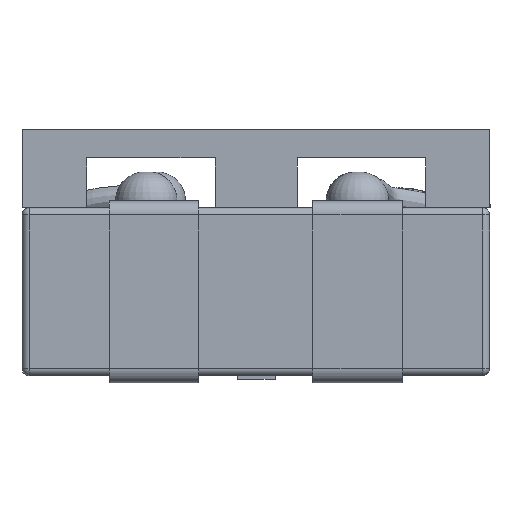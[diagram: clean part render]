
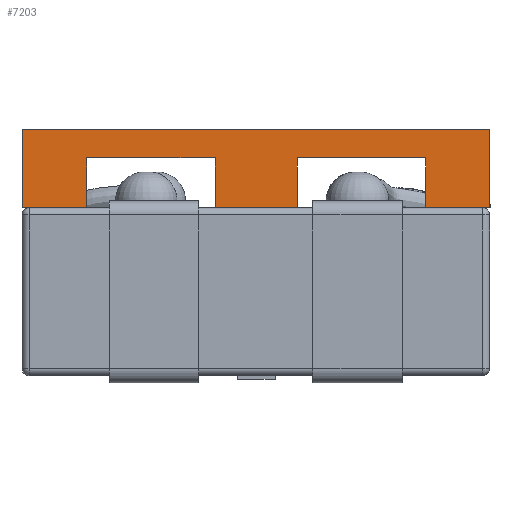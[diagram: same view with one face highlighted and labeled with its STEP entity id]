
A CAD part, left-side view. The second image highlights one B-rep face of the part: STEP entity #7203.
In plain terms, the highlighted face is planar.
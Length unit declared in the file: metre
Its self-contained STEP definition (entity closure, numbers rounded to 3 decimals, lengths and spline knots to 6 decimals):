
#279=PLANE('',#7609);
#1508=ORIENTED_EDGE('',*,*,#2277,.T.);
#1509=ORIENTED_EDGE('',*,*,#2515,.T.);
#1510=ORIENTED_EDGE('',*,*,#2259,.T.);
#1511=ORIENTED_EDGE('',*,*,#2516,.F.);
#1512=ORIENTED_EDGE('',*,*,#2303,.F.);
#1513=ORIENTED_EDGE('',*,*,#2517,.F.);
#1514=ORIENTED_EDGE('',*,*,#2559,.T.);
#1515=ORIENTED_EDGE('',*,*,#2551,.F.);
#1516=ORIENTED_EDGE('',*,*,#2560,.F.);
#1517=ORIENTED_EDGE('',*,*,#2547,.T.);
#1518=ORIENTED_EDGE('',*,*,#2261,.T.);
#1519=ORIENTED_EDGE('',*,*,#2514,.T.);
#2259=EDGE_CURVE('',#2878,#2879,#3336,.T.);
#2261=EDGE_CURVE('',#2881,#2880,#3338,.T.);
#2277=EDGE_CURVE('',#2895,#2894,#3354,.T.);
#2303=EDGE_CURVE('',#2920,#2921,#3380,.T.);
#2514=EDGE_CURVE('',#2880,#2895,#3561,.T.);
#2515=EDGE_CURVE('',#2894,#2878,#3562,.T.);
#2516=EDGE_CURVE('',#2921,#2879,#3563,.T.);
#2517=EDGE_CURVE('',#3058,#2920,#3564,.T.);
#2547=EDGE_CURVE('',#3071,#2881,#3594,.T.);
#2551=EDGE_CURVE('',#3073,#3074,#3598,.T.);
#2559=EDGE_CURVE('',#3058,#3074,#3606,.T.);
#2560=EDGE_CURVE('',#3071,#3073,#3607,.T.);
#2878=VERTEX_POINT('',#9929);
#2879=VERTEX_POINT('',#9931);
#2880=VERTEX_POINT('',#9935);
#2881=VERTEX_POINT('',#9937);
#2894=VERTEX_POINT('',#9968);
#2895=VERTEX_POINT('',#9970);
#2920=VERTEX_POINT('',#10021);
#2921=VERTEX_POINT('',#10023);
#3058=VERTEX_POINT('',#11018);
#3071=VERTEX_POINT('',#11073);
#3073=VERTEX_POINT('',#11079);
#3074=VERTEX_POINT('',#11081);
#3336=LINE('',#9932,#3854);
#3338=LINE('',#9936,#3856);
#3354=LINE('',#9969,#3872);
#3380=LINE('',#10022,#3898);
#3561=LINE('',#11011,#4079);
#3562=LINE('',#11013,#4080);
#3563=LINE('',#11015,#4081);
#3564=LINE('',#11017,#4082);
#3594=LINE('',#11072,#4112);
#3598=LINE('',#11080,#4116);
#3606=LINE('',#11098,#4124);
#3607=LINE('',#11099,#4125);
#3854=VECTOR('',#8340,1.);
#3856=VECTOR('',#8344,1.);
#3872=VECTOR('',#8366,1.);
#3898=VECTOR('',#8394,1.);
#4079=VECTOR('',#8707,1.);
#4080=VECTOR('',#8710,1.);
#4081=VECTOR('',#8713,1.);
#4082=VECTOR('',#8716,1.);
#4112=VECTOR('',#8770,1.);
#4116=VECTOR('',#8776,1.);
#4124=VECTOR('',#8796,1.);
#4125=VECTOR('',#8797,1.);
#4440=EDGE_LOOP('',(#1508,#1509,#1510,#1511,#1512,#1513,#1514,#1515,#1516,
#1517,#1518,#1519));
#4785=FACE_BOUND('',#4440,.T.);
#7203=ADVANCED_FACE('',(#4785),#279,.F.);
#7609=AXIS2_PLACEMENT_3D('',#11097,#8794,#8795);
#8340=DIRECTION('',(1.,0.,0.));
#8344=DIRECTION('',(1.,0.,0.));
#8366=DIRECTION('',(1.,0.,0.));
#8394=DIRECTION('',(-1.,0.,0.));
#8707=DIRECTION('',(0.,0.,1.));
#8710=DIRECTION('',(0.,0.,-1.));
#8713=DIRECTION('',(0.,0.,-1.));
#8716=DIRECTION('',(0.,0.,1.));
#8770=DIRECTION('',(0.,0.,-1.));
#8776=DIRECTION('',(0.,0.,-1.));
#8794=DIRECTION('',(0.,1.,0.));
#8795=DIRECTION('',(0.,0.,1.));
#8796=DIRECTION('',(1.,0.,0.));
#8797=DIRECTION('',(1.,0.,0.));
#9929=CARTESIAN_POINT('',(-0.001139,-0.007452,0.00235));
#9931=CARTESIAN_POINT('',(0.001161,-0.007452,0.00235));
#9932=CARTESIAN_POINT('',(-0.006539,-0.007452,0.00235));
#9935=CARTESIAN_POINT('',(-0.004739,-0.007452,0.00235));
#9936=CARTESIAN_POINT('',(-0.006539,-0.007452,0.00235));
#9937=CARTESIAN_POINT('',(-0.006539,-0.007452,0.00235));
#9968=CARTESIAN_POINT('',(-0.001139,-0.007452,0.00375));
#9969=CARTESIAN_POINT('',(-0.006539,-0.007452,0.00375));
#9970=CARTESIAN_POINT('',(-0.004739,-0.007452,0.00375));
#10021=CARTESIAN_POINT('',(0.004761,-0.007452,0.00375));
#10022=CARTESIAN_POINT('',(-0.006539,-0.007452,0.00375));
#10023=CARTESIAN_POINT('',(0.001161,-0.007452,0.00375));
#11011=CARTESIAN_POINT('',(-0.004739,-0.007452,0.00455));
#11013=CARTESIAN_POINT('',(-0.001139,-0.007452,0.00455));
#11015=CARTESIAN_POINT('',(0.001161,-0.007452,0.00455));
#11017=CARTESIAN_POINT('',(0.004761,-0.007452,0.00455));
#11018=CARTESIAN_POINT('',(0.004761,-0.007452,0.00235));
#11072=CARTESIAN_POINT('',(-0.006539,-0.007452,0.00455));
#11073=CARTESIAN_POINT('',(-0.006539,-0.007452,0.00455));
#11079=CARTESIAN_POINT('',(0.006561,-0.007452,0.00455));
#11080=CARTESIAN_POINT('',(0.006561,-0.007452,0.00455));
#11081=CARTESIAN_POINT('',(0.006561,-0.007452,0.00235));
#11097=CARTESIAN_POINT('',(-0.006539,-0.007452,0.00455));
#11098=CARTESIAN_POINT('',(-0.006539,-0.007452,0.00235));
#11099=CARTESIAN_POINT('',(-0.006539,-0.007452,0.00455));
